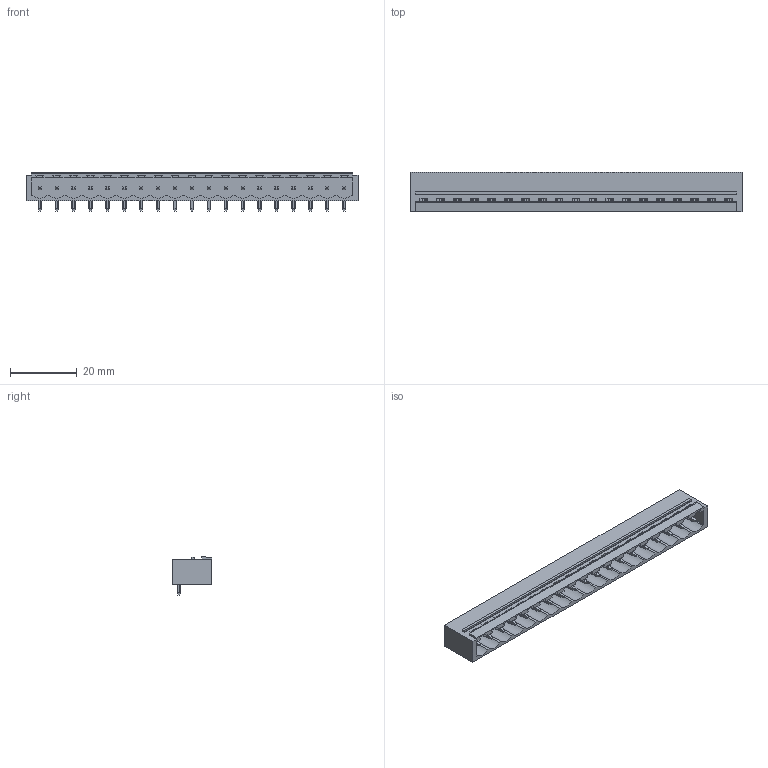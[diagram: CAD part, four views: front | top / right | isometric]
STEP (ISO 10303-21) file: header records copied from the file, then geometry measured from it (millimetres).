
FILE_DESCRIPTION(('CATIA V5 STEP Exchange','CAx-IF Rec.Pracs.--- Model Styling and Organization---1.2---2011-12-15'),'2;1');
FILE_NAME ('D1449089_0', '2018-10-25T09:56:33+00:00', ('none'), ('Weidmueller'), 'CATIA Version 5-6 Release 2014', 'CATIA V5 STEP AP214', 'none');
FILE_SCHEMA(('AUTOMOTIVE_DESIGN { 1 0 10303 214 1 1 1 1 }'));
Length unit declared in the file: millimetre
Products named in the file (1): 1147840000
Bounding box: 99.72 x 12 x 11.63 mm (x, y, z)
Volume: 4692.2 mm3; surface area: 7641.7 mm2
Topology: 20 solids, 20 shells, 935 faces, 2603 edges, 1672 vertices
Faces by surface type: plane 610, cylinder 325
Entity records: 27118 total; most frequent: CARTESIAN_POINT 6234, ORIENTED_EDGE 5206, DIRECTION 2921, EDGE_CURVE 2597, VECTOR 1799, LINE 1799, VERTEX_POINT 1664, EDGE_LOOP 975
